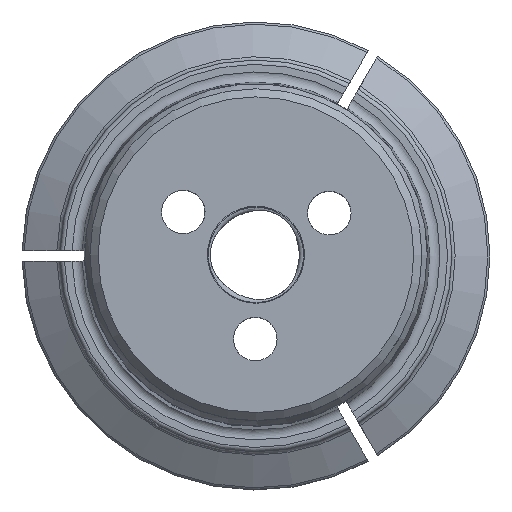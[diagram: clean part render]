
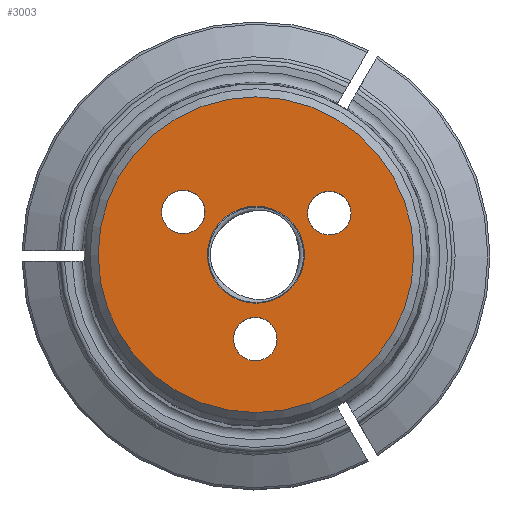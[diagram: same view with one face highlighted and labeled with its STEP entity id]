
A CAD part, top view. The second image highlights one B-rep face of the part: STEP entity #3003.
In plain terms, the highlighted planar face has unit normal (0, 0, 1).
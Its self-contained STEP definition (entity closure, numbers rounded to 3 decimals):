
#140=PLANE('',#3208);
#586=ORIENTED_EDGE('',*,*,#1148,.F.);
#587=ORIENTED_EDGE('',*,*,#1152,.F.);
#588=ORIENTED_EDGE('',*,*,#1134,.T.);
#589=ORIENTED_EDGE('',*,*,#1095,.T.);
#590=ORIENTED_EDGE('',*,*,#1056,.T.);
#1056=EDGE_CURVE('',#1365,#1365,#1576,.T.);
#1095=EDGE_CURVE('',#1392,#1392,#1596,.T.);
#1134=EDGE_CURVE('',#1419,#1419,#1616,.T.);
#1148=EDGE_CURVE('',#1427,#1427,#1627,.T.);
#1152=EDGE_CURVE('',#1431,#1431,#1631,.T.);
#1365=VERTEX_POINT('',#4130);
#1392=VERTEX_POINT('',#4228);
#1419=VERTEX_POINT('',#4326);
#1427=VERTEX_POINT('',#4374);
#1431=VERTEX_POINT('',#4384);
#1576=CIRCLE('',#3113,2.);
#1596=CIRCLE('',#3146,2.);
#1616=CIRCLE('',#3179,2.);
#1627=CIRCLE('',#3197,4.459);
#1631=CIRCLE('',#3203,14.5);
#1773=EDGE_LOOP('',(#586));
#1774=EDGE_LOOP('',(#587));
#1775=EDGE_LOOP('',(#588));
#1776=EDGE_LOOP('',(#589));
#1777=EDGE_LOOP('',(#590));
#1939=FACE_BOUND('',#1773,.T.);
#1940=FACE_BOUND('',#1774,.T.);
#1941=FACE_BOUND('',#1775,.T.);
#1942=FACE_BOUND('',#1776,.T.);
#1943=FACE_BOUND('',#1777,.T.);
#3003=ADVANCED_FACE('',(#1939,#1940,#1941,#1942,#1943),#140,.F.);
#3113=AXIS2_PLACEMENT_3D('',#4129,#3441,#3442);
#3146=AXIS2_PLACEMENT_3D('',#4227,#3525,#3526);
#3179=AXIS2_PLACEMENT_3D('',#4325,#3609,#3610);
#3197=AXIS2_PLACEMENT_3D('',#4373,#3647,#3648);
#3203=AXIS2_PLACEMENT_3D('',#4383,#3659,#3660);
#3208=AXIS2_PLACEMENT_3D('',#4391,#3669,#3670);
#3441=DIRECTION('',(0.,0.,-1.));
#3442=DIRECTION('',(-1.,0.,0.));
#3525=DIRECTION('',(0.,0.,-1.));
#3526=DIRECTION('',(-1.,0.,0.));
#3609=DIRECTION('',(0.,0.,-1.));
#3610=DIRECTION('',(-1.,0.,0.));
#3647=DIRECTION('',(0.,0.,1.));
#3648=DIRECTION('',(0.,-1.,0.));
#3659=DIRECTION('',(0.,0.,-1.));
#3660=DIRECTION('',(-1.,0.,0.));
#3669=DIRECTION('',(0.,0.,-1.));
#3670=DIRECTION('',(-1.,0.,0.));
#4129=CARTESIAN_POINT('',(-0.058,-7.75,70.));
#4130=CARTESIAN_POINT('',(-2.058,-7.75,70.));
#4227=CARTESIAN_POINT('',(-6.682,3.925,70.));
#4228=CARTESIAN_POINT('',(-8.682,3.925,70.));
#4325=CARTESIAN_POINT('',(6.741,3.824,70.));
#4326=CARTESIAN_POINT('',(4.741,3.824,70.));
#4373=CARTESIAN_POINT('',(0.,0.,70.));
#4374=CARTESIAN_POINT('',(0.,-4.459,70.));
#4383=CARTESIAN_POINT('',(0.,0.,70.));
#4384=CARTESIAN_POINT('',(-14.5,0.,70.));
#4391=CARTESIAN_POINT('',(15.25,0.,70.));
